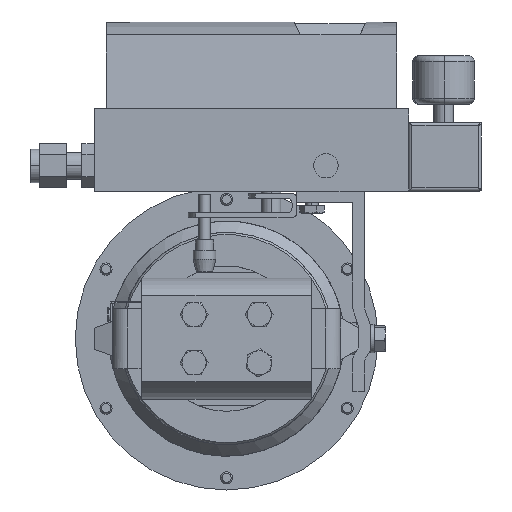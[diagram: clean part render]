
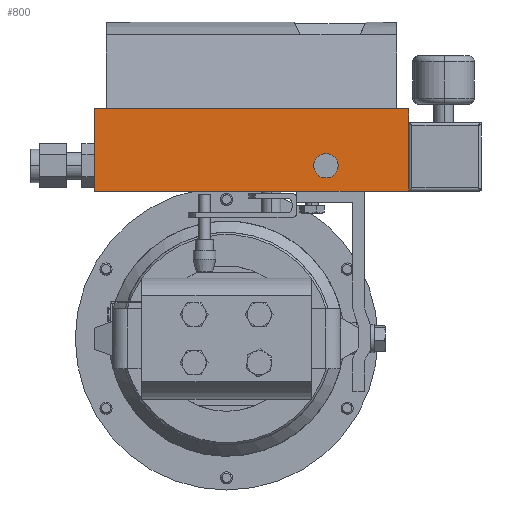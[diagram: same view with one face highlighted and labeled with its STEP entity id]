
A CAD part, front view. The second image highlights one B-rep face of the part: STEP entity #800.
In plain terms, the highlighted planar face has unit normal (0, -1, 0).
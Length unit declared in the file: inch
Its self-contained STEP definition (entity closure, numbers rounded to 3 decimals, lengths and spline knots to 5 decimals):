
#183 = LINE ( 'NONE', #7544, #3380 ) ;
#309 = DIRECTION ( 'NONE',  ( 0., 0., 1. ) ) ;
#672 = VECTOR ( 'NONE', #26866, 39.37008 ) ;
#800 = ADVANCED_FACE ( 'NONE', ( #1961, #2348 ), #6177, .F. ) ;
#1087 = EDGE_CURVE ( 'NONE', #4658, #15955, #6047, .T. ) ;
#1333 = VECTOR ( 'NONE', #20190, 39.37008 ) ;
#1464 = CARTESIAN_POINT ( 'NONE',  ( -0.73652, 4.24856, 4.74881 ) ) ;
#1475 = LINE ( 'NONE', #2570, #1333 ) ;
#1961 = FACE_OUTER_BOUND ( 'NONE', #15689, .T. ) ;
#2205 = DIRECTION ( 'NONE',  ( 1., 0., 0. ) ) ;
#2311 = VERTEX_POINT ( 'NONE', #4206 ) ;
#2348 = FACE_BOUND ( 'NONE', #4175, .T. ) ;
#2570 = CARTESIAN_POINT ( 'NONE',  ( 5.26348, 4.24856, 4.74881 ) ) ;
#3380 = VECTOR ( 'NONE', #4975, 39.37008 ) ;
#3432 = CARTESIAN_POINT ( 'NONE',  ( 3.80174, 4.24856, 3.56992 ) ) ;
#4076 = LINE ( 'NONE', #19399, #11470 ) ;
#4175 = EDGE_LOOP ( 'NONE', ( #25221, #23824 ) ) ;
#4206 = CARTESIAN_POINT ( 'NONE',  ( 3.80174, 4.24856, 3.31835 ) ) ;
#4418 = VERTEX_POINT ( 'NONE', #28812 ) ;
#4658 = VERTEX_POINT ( 'NONE', #15298 ) ;
#4975 = DIRECTION ( 'NONE',  ( 1., 0., 0. ) ) ;
#5766 = CARTESIAN_POINT ( 'NONE',  ( -0.98652, 4.24856, 4.74881 ) ) ;
#5999 = DIRECTION ( 'NONE',  ( 0., 0., -1. ) ) ;
#6047 = LINE ( 'NONE', #19829, #6051 ) ;
#6051 = VECTOR ( 'NONE', #2205, 39.37008 ) ;
#6177 = PLANE ( 'NONE',  #28403 ) ;
#7055 = EDGE_CURVE ( 'NONE', #20365, #32243, #1475, .T. ) ;
#7124 = VECTOR ( 'NONE', #19079, 39.37008 ) ;
#7306 = EDGE_CURVE ( 'NONE', #17981, #4658, #183, .T. ) ;
#7308 = CARTESIAN_POINT ( 'NONE',  ( 5.51348, 4.24856, 3.04884 ) ) ;
#7544 = CARTESIAN_POINT ( 'NONE',  ( 5.26348, 4.24856, 3.04884 ) ) ;
#7634 = CARTESIAN_POINT ( 'NONE',  ( 5.51348, 4.24856, 4.46625 ) ) ;
#8379 = DIRECTION ( 'NONE',  ( 0., -1., 0. ) ) ;
#8518 = ORIENTED_EDGE ( 'NONE', *, *, #21260, .F. ) ;
#8739 = DIRECTION ( 'NONE',  ( 0., 1., 0. ) ) ;
#8786 = EDGE_CURVE ( 'NONE', #14205, #20365, #30375, .T. ) ;
#9261 = CARTESIAN_POINT ( 'NONE',  ( -0.98652, 4.24856, 3.04884 ) ) ;
#9445 = DIRECTION ( 'NONE',  ( 1., 0., 0. ) ) ;
#10071 = CIRCLE ( 'NONE', #29025, 0.25157 ) ;
#10204 = LINE ( 'NONE', #9261, #672 ) ;
#11470 = VECTOR ( 'NONE', #9445, 39.37008 ) ;
#11854 = ORIENTED_EDGE ( 'NONE', *, *, #7055, .F. ) ;
#12114 = EDGE_CURVE ( 'NONE', #15955, #12942, #4076, .T. ) ;
#12942 = VERTEX_POINT ( 'NONE', #7308 ) ;
#13769 = EDGE_CURVE ( 'NONE', #15029, #2311, #10071, .T. ) ;
#14205 = VERTEX_POINT ( 'NONE', #25715 ) ;
#14473 = VECTOR ( 'NONE', #28454, 39.37008 ) ;
#14838 = LINE ( 'NONE', #5766, #14473 ) ;
#15029 = VERTEX_POINT ( 'NONE', #17125 ) ;
#15173 = ORIENTED_EDGE ( 'NONE', *, *, #12114, .T. ) ;
#15298 = CARTESIAN_POINT ( 'NONE',  ( 3.19348, 4.24856, 3.04884 ) ) ;
#15689 = EDGE_LOOP ( 'NONE', ( #24557, #17036, #11854, #25358, #30214, #8518, #23761, #31619, #15173 ) ) ;
#15955 = VERTEX_POINT ( 'NONE', #30629 ) ;
#16060 = CARTESIAN_POINT ( 'NONE',  ( 5.51348, 4.24856, 3.04884 ) ) ;
#16703 = EDGE_CURVE ( 'NONE', #4418, #14205, #14838, .T. ) ;
#17036 = ORIENTED_EDGE ( 'NONE', *, *, #30558, .T. ) ;
#17125 = CARTESIAN_POINT ( 'NONE',  ( 3.80174, 4.24856, 3.82149 ) ) ;
#17981 = VERTEX_POINT ( 'NONE', #27708 ) ;
#18145 = EDGE_CURVE ( 'NONE', #2311, #15029, #31536, .T. ) ;
#18593 = VECTOR ( 'NONE', #31196, 39.37008 ) ;
#19079 = DIRECTION ( 'NONE',  ( 1., 0., 0. ) ) ;
#19399 = CARTESIAN_POINT ( 'NONE',  ( 5.26348, 4.24856, 3.04884 ) ) ;
#19829 = CARTESIAN_POINT ( 'NONE',  ( 5.26348, 4.24856, 3.04884 ) ) ;
#20190 = DIRECTION ( 'NONE',  ( 1., 0., 0. ) ) ;
#20365 = VERTEX_POINT ( 'NONE', #22847 ) ;
#21039 = DIRECTION ( 'NONE',  ( 0., -1., 0. ) ) ;
#21260 = EDGE_CURVE ( 'NONE', #17981, #4418, #10204, .T. ) ;
#22847 = CARTESIAN_POINT ( 'NONE',  ( 5.26348, 4.24856, 4.74881 ) ) ;
#22886 = CARTESIAN_POINT ( 'NONE',  ( 5.51348, 4.24856, 6.05485 ) ) ;
#23389 = CARTESIAN_POINT ( 'NONE',  ( 3.80174, 4.24856, 3.56992 ) ) ;
#23480 = EDGE_CURVE ( 'NONE', #12942, #31366, #25134, .T. ) ;
#23761 = ORIENTED_EDGE ( 'NONE', *, *, #7306, .T. ) ;
#23795 = CARTESIAN_POINT ( 'NONE',  ( 5.51348, 4.24856, 4.74881 ) ) ;
#23824 = ORIENTED_EDGE ( 'NONE', *, *, #13769, .F. ) ;
#24557 = ORIENTED_EDGE ( 'NONE', *, *, #23480, .T. ) ;
#25134 = LINE ( 'NONE', #22886, #25885 ) ;
#25221 = ORIENTED_EDGE ( 'NONE', *, *, #18145, .F. ) ;
#25329 = LINE ( 'NONE', #16060, #18593 ) ;
#25358 = ORIENTED_EDGE ( 'NONE', *, *, #8786, .F. ) ;
#25715 = CARTESIAN_POINT ( 'NONE',  ( -0.73652, 4.24856, 4.74881 ) ) ;
#25885 = VECTOR ( 'NONE', #309, 39.37008 ) ;
#25970 = DIRECTION ( 'NONE',  ( 0., 0., -1. ) ) ;
#26228 = CARTESIAN_POINT ( 'NONE',  ( 5.26348, 4.24856, 3.04884 ) ) ;
#26335 = DIRECTION ( 'NONE',  ( 0., 0., -1. ) ) ;
#26866 = DIRECTION ( 'NONE',  ( 0., 0., 1. ) ) ;
#27708 = CARTESIAN_POINT ( 'NONE',  ( -0.98652, 4.24856, 3.04884 ) ) ;
#28403 = AXIS2_PLACEMENT_3D ( 'NONE', #26228, #8739, #26335 ) ;
#28454 = DIRECTION ( 'NONE',  ( 1., 0., 0. ) ) ;
#28812 = CARTESIAN_POINT ( 'NONE',  ( -0.98652, 4.24856, 4.74881 ) ) ;
#29025 = AXIS2_PLACEMENT_3D ( 'NONE', #23389, #8379, #25970 ) ;
#30214 = ORIENTED_EDGE ( 'NONE', *, *, #16703, .F. ) ;
#30345 = AXIS2_PLACEMENT_3D ( 'NONE', #3432, #21039, #5999 ) ;
#30375 = LINE ( 'NONE', #1464, #7124 ) ;
#30558 = EDGE_CURVE ( 'NONE', #31366, #32243, #25329, .T. ) ;
#30629 = CARTESIAN_POINT ( 'NONE',  ( 4.59348, 4.24856, 3.04884 ) ) ;
#31196 = DIRECTION ( 'NONE',  ( 0., 0., 1. ) ) ;
#31366 = VERTEX_POINT ( 'NONE', #7634 ) ;
#31536 = CIRCLE ( 'NONE', #30345, 0.25157 ) ;
#31619 = ORIENTED_EDGE ( 'NONE', *, *, #1087, .T. ) ;
#32243 = VERTEX_POINT ( 'NONE', #23795 ) ;
